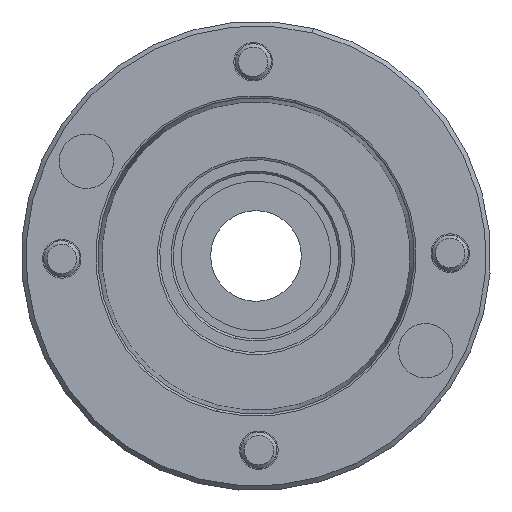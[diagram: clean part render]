
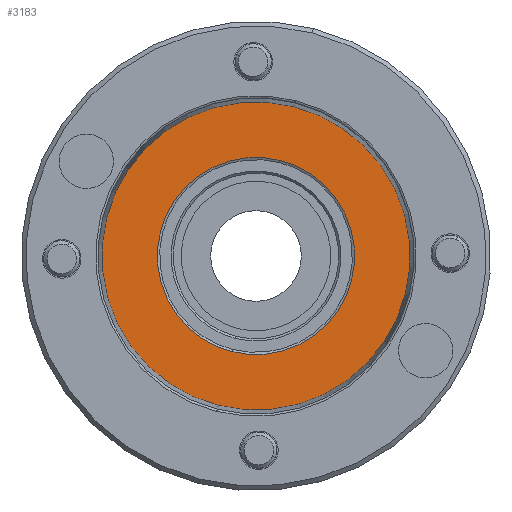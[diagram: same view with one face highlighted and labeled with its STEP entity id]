
A CAD part, left-side view. The second image highlights one B-rep face of the part: STEP entity #3183.
In plain terms, the highlighted planar face has unit normal (-1, 0, 0).
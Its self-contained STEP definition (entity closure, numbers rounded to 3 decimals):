
#656 = DIRECTION ( 'NONE',  ( -1., 0., 0. ) ) ;
#834 = EDGE_LOOP ( 'NONE', ( #851, #8407 ) ) ;
#851 = ORIENTED_EDGE ( 'NONE', *, *, #4541, .T. ) ;
#1038 = CIRCLE ( 'NONE', #2387, 68. ) ;
#1683 = EDGE_LOOP ( 'NONE', ( #7863, #6061 ) ) ;
#1720 = VERTEX_POINT ( 'NONE', #8021 ) ;
#1964 = DIRECTION ( 'NONE',  ( 0., 0., -1. ) ) ;
#1984 = DIRECTION ( 'NONE',  ( 1., 0., 0. ) ) ;
#2076 = AXIS2_PLACEMENT_3D ( 'NONE', #6028, #9318, #1964 ) ;
#2366 = EDGE_CURVE ( 'NONE', #6137, #4044, #5501, .T. ) ;
#2387 = AXIS2_PLACEMENT_3D ( 'NONE', #7997, #656, #3909 ) ;
#2494 = DIRECTION ( 'NONE',  ( 0., 0., -1. ) ) ;
#2785 = FACE_OUTER_BOUND ( 'NONE', #834, .T. ) ;
#3183 = ADVANCED_FACE ( 'NONE', ( #10132, #2785 ), #6050, .F. ) ;
#3548 = CARTESIAN_POINT ( 'NONE',  ( 18., 0., 0. ) ) ;
#3909 = DIRECTION ( 'NONE',  ( 0., 0., 1. ) ) ;
#4044 = VERTEX_POINT ( 'NONE', #5808 ) ;
#4479 = CIRCLE ( 'NONE', #10477, 68. ) ;
#4541 = EDGE_CURVE ( 'NONE', #1720, #5431, #4479, .T. ) ;
#5231 = CARTESIAN_POINT ( 'NONE',  ( 18., 0., -68. ) ) ;
#5252 = DIRECTION ( 'NONE',  ( 0., 0., -1. ) ) ;
#5423 = EDGE_CURVE ( 'NONE', #4044, #6137, #6699, .T. ) ;
#5431 = VERTEX_POINT ( 'NONE', #5231 ) ;
#5501 = CIRCLE ( 'NONE', #6875, 43.5 ) ;
#5808 = CARTESIAN_POINT ( 'NONE',  ( 18., 0., 43.5 ) ) ;
#6028 = CARTESIAN_POINT ( 'NONE',  ( 18., 0., 0. ) ) ;
#6050 = PLANE ( 'NONE',  #7753 ) ;
#6061 = ORIENTED_EDGE ( 'NONE', *, *, #2366, .T. ) ;
#6137 = VERTEX_POINT ( 'NONE', #9605 ) ;
#6564 = CARTESIAN_POINT ( 'NONE',  ( 18., 0., 0. ) ) ;
#6699 = CIRCLE ( 'NONE', #2076, 43.5 ) ;
#6814 = DIRECTION ( 'NONE',  ( -1., 0., 0. ) ) ;
#6875 = AXIS2_PLACEMENT_3D ( 'NONE', #6564, #9849, #2494 ) ;
#7116 = EDGE_CURVE ( 'NONE', #5431, #1720, #1038, .T. ) ;
#7753 = AXIS2_PLACEMENT_3D ( 'NONE', #9339, #1984, #5252 ) ;
#7863 = ORIENTED_EDGE ( 'NONE', *, *, #5423, .T. ) ;
#7997 = CARTESIAN_POINT ( 'NONE',  ( 18., 0., 0. ) ) ;
#8021 = CARTESIAN_POINT ( 'NONE',  ( 18., 0., 68. ) ) ;
#8407 = ORIENTED_EDGE ( 'NONE', *, *, #7116, .T. ) ;
#9318 = DIRECTION ( 'NONE',  ( 1., 0., 0. ) ) ;
#9339 = CARTESIAN_POINT ( 'NONE',  ( 18., 68., 0. ) ) ;
#9605 = CARTESIAN_POINT ( 'NONE',  ( 18., 0., -43.5 ) ) ;
#9849 = DIRECTION ( 'NONE',  ( 1., 0., 0. ) ) ;
#10093 = DIRECTION ( 'NONE',  ( 0., 0., 1. ) ) ;
#10132 = FACE_BOUND ( 'NONE', #1683, .T. ) ;
#10477 = AXIS2_PLACEMENT_3D ( 'NONE', #3548, #6814, #10093 ) ;
